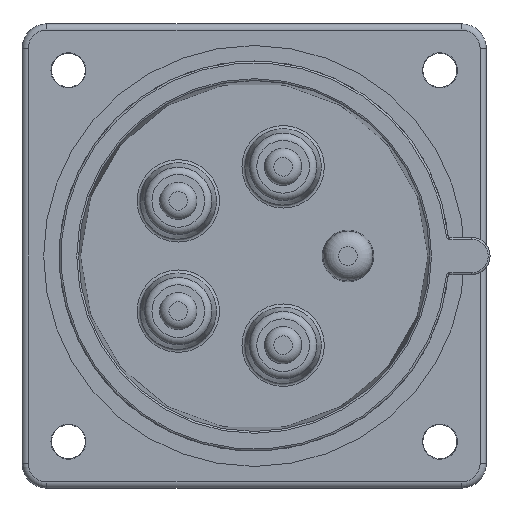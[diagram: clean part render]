
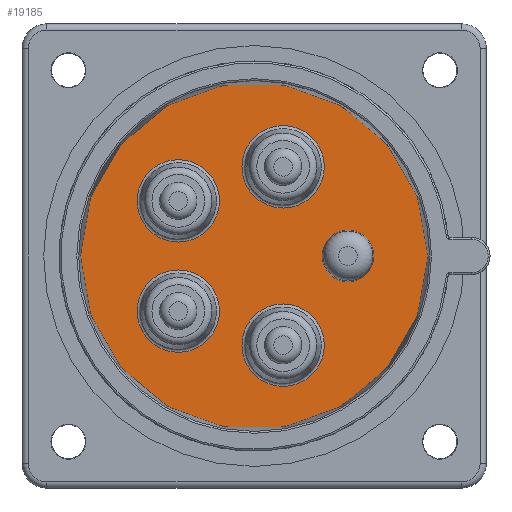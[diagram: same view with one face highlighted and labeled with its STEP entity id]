
A CAD part, front view. The second image highlights one B-rep face of the part: STEP entity #19185.
In plain terms, the highlighted planar face has unit normal (0, -1, 0).
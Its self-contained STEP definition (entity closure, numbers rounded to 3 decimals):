
#791 = CARTESIAN_POINT ( 'NONE',  ( 19.331, -3., 0. ) ) ;
#940 = FACE_BOUND ( 'NONE', #11379, .T. ) ;
#981 = DIRECTION ( 'NONE',  ( -1., 0., 0. ) ) ;
#1813 = DIRECTION ( 'NONE',  ( 0., -1., 0. ) ) ;
#2217 = CIRCLE ( 'NONE', #11762, 6.655 ) ;
#2785 = CARTESIAN_POINT ( 'NONE',  ( -18.911, -3., -8.905 ) ) ;
#2974 = CARTESIAN_POINT ( 'NONE',  ( -1.973, -3., -14.409 ) ) ;
#3797 = EDGE_CURVE ( 'NONE', #25388, #25388, #17968, .T. ) ;
#4240 = CARTESIAN_POINT ( 'NONE',  ( -1.973, -3., 14.409 ) ) ;
#4940 = CARTESIAN_POINT ( 'NONE',  ( 4.682, -3., 14.409 ) ) ;
#4965 = CIRCLE ( 'NONE', #19170, 6.655 ) ;
#5735 = AXIS2_PLACEMENT_3D ( 'NONE', #26046, #13507, #981 ) ;
#6617 = CIRCLE ( 'NONE', #5735, 28. ) ;
#6918 = CARTESIAN_POINT ( 'NONE',  ( -18.911, -3., 8.905 ) ) ;
#7050 = DIRECTION ( 'NONE',  ( -1., 0., 0. ) ) ;
#7105 = CARTESIAN_POINT ( 'NONE',  ( -12.257, -3., -8.905 ) ) ;
#7189 = CARTESIAN_POINT ( 'NONE',  ( 0., -3., 0. ) ) ;
#7279 = PLANE ( 'NONE',  #27176 ) ;
#7543 = CARTESIAN_POINT ( 'NONE',  ( 4.682, -3., -14.409 ) ) ;
#7801 = FACE_BOUND ( 'NONE', #20128, .T. ) ;
#9204 = DIRECTION ( 'NONE',  ( -1., 0., 0. ) ) ;
#9363 = DIRECTION ( 'NONE',  ( -1., 0., 0. ) ) ;
#9630 = DIRECTION ( 'NONE',  ( -1., 0., 0. ) ) ;
#10266 = VERTEX_POINT ( 'NONE', #2974 ) ;
#11119 = CARTESIAN_POINT ( 'NONE',  ( -12.257, -3., 8.905 ) ) ;
#11379 = EDGE_LOOP ( 'NONE', ( #11567 ) ) ;
#11402 = FACE_BOUND ( 'NONE', #16699, .T. ) ;
#11567 = ORIENTED_EDGE ( 'NONE', *, *, #24632, .T. ) ;
#11672 = AXIS2_PLACEMENT_3D ( 'NONE', #4940, #19583, #7050 ) ;
#11762 = AXIS2_PLACEMENT_3D ( 'NONE', #11119, #25773, #13223 ) ;
#12044 = FACE_BOUND ( 'NONE', #15866, .T. ) ;
#12235 = CIRCLE ( 'NONE', #20188, 4.181 ) ;
#12244 = VERTEX_POINT ( 'NONE', #791 ) ;
#13223 = DIRECTION ( 'NONE',  ( -1., 0., 0. ) ) ;
#13507 = DIRECTION ( 'NONE',  ( 0., 1., 0. ) ) ;
#13717 = ORIENTED_EDGE ( 'NONE', *, *, #15581, .F. ) ;
#14339 = CARTESIAN_POINT ( 'NONE',  ( 15.15, -3., 0. ) ) ;
#14881 = VERTEX_POINT ( 'NONE', #6918 ) ;
#15314 = CIRCLE ( 'NONE', #17729, 6.655 ) ;
#15418 = ORIENTED_EDGE ( 'NONE', *, *, #21863, .F. ) ;
#15500 = ORIENTED_EDGE ( 'NONE', *, *, #19069, .T. ) ;
#15581 = EDGE_CURVE ( 'NONE', #23065, #23065, #6617, .T. ) ;
#15866 = EDGE_LOOP ( 'NONE', ( #23729 ) ) ;
#16451 = DIRECTION ( 'NONE',  ( 1., 0., 0. ) ) ;
#16699 = EDGE_LOOP ( 'NONE', ( #15418 ) ) ;
#16884 = ORIENTED_EDGE ( 'NONE', *, *, #19756, .T. ) ;
#16955 = FACE_OUTER_BOUND ( 'NONE', #23300, .T. ) ;
#17729 = AXIS2_PLACEMENT_3D ( 'NONE', #7105, #21752, #9204 ) ;
#17968 = CIRCLE ( 'NONE', #11672, 6.655 ) ;
#19069 = EDGE_CURVE ( 'NONE', #14881, #14881, #2217, .T. ) ;
#19132 = VERTEX_POINT ( 'NONE', #2785 ) ;
#19170 = AXIS2_PLACEMENT_3D ( 'NONE', #7543, #22183, #9630 ) ;
#19185 = ADVANCED_FACE ( 'NONE', ( #12044, #940, #22530, #7801, #16955, #11402 ), #7279, .F. ) ;
#19583 = DIRECTION ( 'NONE',  ( 0., 1., 0. ) ) ;
#19756 = EDGE_CURVE ( 'NONE', #19132, #19132, #15314, .T. ) ;
#20128 = EDGE_LOOP ( 'NONE', ( #15500 ) ) ;
#20188 = AXIS2_PLACEMENT_3D ( 'NONE', #14339, #1813, #16451 ) ;
#21752 = DIRECTION ( 'NONE',  ( 0., 1., 0. ) ) ;
#21863 = EDGE_CURVE ( 'NONE', #12244, #12244, #12235, .T. ) ;
#21921 = DIRECTION ( 'NONE',  ( 0., 1., 0. ) ) ;
#22183 = DIRECTION ( 'NONE',  ( 0., 1., 0. ) ) ;
#22530 = FACE_BOUND ( 'NONE', #25273, .T. ) ;
#23065 = VERTEX_POINT ( 'NONE', #25584 ) ;
#23300 = EDGE_LOOP ( 'NONE', ( #13717 ) ) ;
#23729 = ORIENTED_EDGE ( 'NONE', *, *, #3797, .T. ) ;
#24632 = EDGE_CURVE ( 'NONE', #10266, #10266, #4965, .T. ) ;
#25273 = EDGE_LOOP ( 'NONE', ( #16884 ) ) ;
#25388 = VERTEX_POINT ( 'NONE', #4240 ) ;
#25584 = CARTESIAN_POINT ( 'NONE',  ( -28., -3., 0. ) ) ;
#25773 = DIRECTION ( 'NONE',  ( 0., 1., 0. ) ) ;
#26046 = CARTESIAN_POINT ( 'NONE',  ( 0., -3., 0. ) ) ;
#27176 = AXIS2_PLACEMENT_3D ( 'NONE', #7189, #21921, #9363 ) ;
